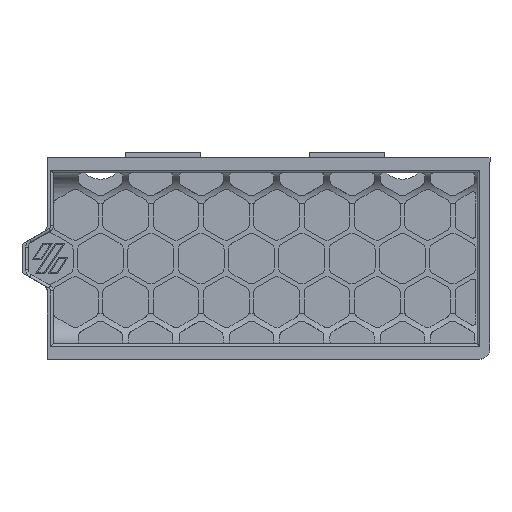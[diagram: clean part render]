
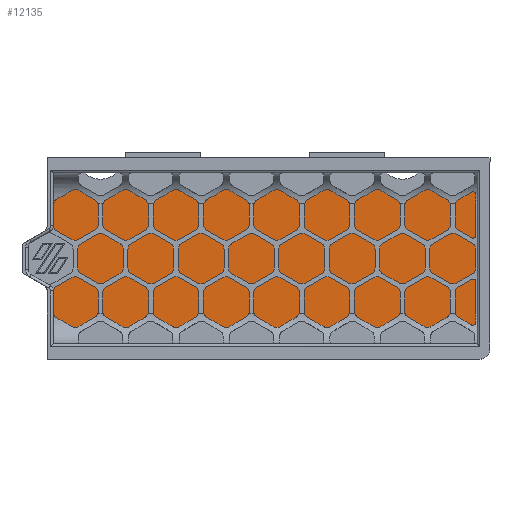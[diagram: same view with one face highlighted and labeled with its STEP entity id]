
A CAD part, top view. The second image highlights one B-rep face of the part: STEP entity #12135.
In plain terms, the highlighted planar face has unit normal (0, 0, 1).
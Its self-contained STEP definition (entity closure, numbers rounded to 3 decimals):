
#611=PLANE('',#13306);
#1225=FACE_OUTER_BOUND('',#1879,.T.);
#1879=EDGE_LOOP('',(#11243,#11244,#11245,#11246,#11247,#11248,#11249,#11250,
#11251,#11252,#11253,#11254,#11255,#11256));
#2989=LINE('',#21294,#4129);
#2992=LINE('',#21300,#4132);
#2995=LINE('',#21306,#4135);
#2998=LINE('',#21312,#4138);
#3001=LINE('',#21318,#4141);
#3004=LINE('',#21324,#4144);
#3007=LINE('',#21330,#4147);
#3011=LINE('',#21342,#4151);
#3015=LINE('',#21354,#4155);
#3019=LINE('',#21364,#4159);
#4129=VECTOR('',#16691,10.);
#4132=VECTOR('',#16696,10.);
#4135=VECTOR('',#16701,10.);
#4138=VECTOR('',#16706,10.);
#4141=VECTOR('',#16711,10.);
#4144=VECTOR('',#16716,10.);
#4147=VECTOR('',#16721,10.);
#4151=VECTOR('',#16733,10.);
#4155=VECTOR('',#16745,10.);
#4159=VECTOR('',#16757,10.);
#4624=CIRCLE('',#13285,3.3);
#4626=CIRCLE('',#13295,3.3);
#4628=CIRCLE('',#13299,1.35);
#4630=CIRCLE('',#13303,1.35);
#5792=VERTEX_POINT('',#21285);
#5793=VERTEX_POINT('',#21287);
#5795=VERTEX_POINT('',#21293);
#5797=VERTEX_POINT('',#21299);
#5799=VERTEX_POINT('',#21305);
#5801=VERTEX_POINT('',#21311);
#5803=VERTEX_POINT('',#21317);
#5805=VERTEX_POINT('',#21323);
#5807=VERTEX_POINT('',#21329);
#5809=VERTEX_POINT('',#21335);
#5811=VERTEX_POINT('',#21341);
#5813=VERTEX_POINT('',#21347);
#5815=VERTEX_POINT('',#21353);
#5817=VERTEX_POINT('',#21359);
#7591=EDGE_CURVE('',#5793,#5792,#4624,.T.);
#7594=EDGE_CURVE('',#5795,#5793,#2989,.T.);
#7597=EDGE_CURVE('',#5797,#5795,#2992,.T.);
#7600=EDGE_CURVE('',#5799,#5797,#2995,.T.);
#7603=EDGE_CURVE('',#5801,#5799,#2998,.T.);
#7606=EDGE_CURVE('',#5803,#5801,#3001,.T.);
#7609=EDGE_CURVE('',#5805,#5803,#3004,.T.);
#7612=EDGE_CURVE('',#5807,#5805,#3007,.T.);
#7615=EDGE_CURVE('',#5809,#5807,#4626,.T.);
#7618=EDGE_CURVE('',#5811,#5809,#3011,.T.);
#7621=EDGE_CURVE('',#5813,#5811,#4628,.T.);
#7624=EDGE_CURVE('',#5815,#5813,#3015,.T.);
#7627=EDGE_CURVE('',#5817,#5815,#4630,.T.);
#7630=EDGE_CURVE('',#5792,#5817,#3019,.T.);
#11243=ORIENTED_EDGE('',*,*,#7630,.T.);
#11244=ORIENTED_EDGE('',*,*,#7627,.T.);
#11245=ORIENTED_EDGE('',*,*,#7624,.T.);
#11246=ORIENTED_EDGE('',*,*,#7621,.T.);
#11247=ORIENTED_EDGE('',*,*,#7618,.T.);
#11248=ORIENTED_EDGE('',*,*,#7615,.T.);
#11249=ORIENTED_EDGE('',*,*,#7612,.T.);
#11250=ORIENTED_EDGE('',*,*,#7609,.T.);
#11251=ORIENTED_EDGE('',*,*,#7606,.T.);
#11252=ORIENTED_EDGE('',*,*,#7603,.T.);
#11253=ORIENTED_EDGE('',*,*,#7600,.T.);
#11254=ORIENTED_EDGE('',*,*,#7597,.T.);
#11255=ORIENTED_EDGE('',*,*,#7594,.T.);
#11256=ORIENTED_EDGE('',*,*,#7591,.T.);
#12135=ADVANCED_FACE('',(#1225),#611,.F.);
#13285=AXIS2_PLACEMENT_3D('',#21288,#16685,#16686);
#13295=AXIS2_PLACEMENT_3D('',#21336,#16727,#16728);
#13299=AXIS2_PLACEMENT_3D('',#21348,#16739,#16740);
#13303=AXIS2_PLACEMENT_3D('',#21360,#16751,#16752);
#13306=AXIS2_PLACEMENT_3D('',#21366,#16760,#16761);
#16685=DIRECTION('center_axis',(0.,0.,
1.));
#16686=DIRECTION('ref_axis',(-0.5,-0.866,0.));
#16691=DIRECTION('',(0.,-1.,0.));
#16696=DIRECTION('',(0.,-1.,0.));
#16701=DIRECTION('',(-1.,0.,0.));
#16706=DIRECTION('',(0.,1.,0.));
#16711=DIRECTION('',(1.,0.,0.));
#16716=DIRECTION('',(0.,-1.,0.));
#16721=DIRECTION('',(0.,-1.,0.));
#16727=DIRECTION('center_axis',(0.,0.,
1.));
#16728=DIRECTION('ref_axis',(-1.,0.,0.));
#16733=DIRECTION('',(-0.866,-0.5,0.));
#16739=DIRECTION('center_axis',(0.,0.,
-1.));
#16740=DIRECTION('ref_axis',(1.,0.,0.));
#16745=DIRECTION('',(0.,-1.,0.));
#16751=DIRECTION('center_axis',(0.,0.,
-1.));
#16752=DIRECTION('ref_axis',(0.5,0.866,0.));
#16757=DIRECTION('',(0.866,-0.5,0.));
#16760=DIRECTION('center_axis',(0.,0.,
-1.));
#16761=DIRECTION('ref_axis',(1.,0.,0.));
#21285=CARTESIAN_POINT('',(-38.65,3.955,0.6));
#21287=CARTESIAN_POINT('',(-40.3,6.813,0.6));
#21288=CARTESIAN_POINT('Origin',(-37.,6.813,0.6));
#21293=CARTESIAN_POINT('',(-40.3,10.508,0.6));
#21294=CARTESIAN_POINT('',(-40.3,6.813,0.6));
#21299=CARTESIAN_POINT('',(-40.3,14.855,0.6));
#21300=CARTESIAN_POINT('',(-40.3,14.855,0.6));
#21305=CARTESIAN_POINT('',(44.1,14.855,0.6));
#21306=CARTESIAN_POINT('',(44.1,14.855,0.6));
#21311=CARTESIAN_POINT('',(44.1,-14.855,0.6));
#21312=CARTESIAN_POINT('',(44.1,-14.855,0.6));
#21317=CARTESIAN_POINT('',(-40.3,-14.855,0.6));
#21318=CARTESIAN_POINT('',(-40.3,-14.855,0.6));
#21323=CARTESIAN_POINT('',(-40.3,-10.508,0.6));
#21324=CARTESIAN_POINT('',(-40.3,-10.508,0.6));
#21329=CARTESIAN_POINT('',(-40.3,-6.813,0.6));
#21330=CARTESIAN_POINT('',(-40.3,-10.508,0.6));
#21335=CARTESIAN_POINT('',(-38.65,-3.955,0.6));
#21336=CARTESIAN_POINT('Origin',(-37.,-6.813,0.6));
#21341=CARTESIAN_POINT('',(-37.025,-3.017,0.6));
#21342=CARTESIAN_POINT('',(-37.025,-3.017,0.6));
#21347=CARTESIAN_POINT('',(-36.35,-1.848,0.6));
#21348=CARTESIAN_POINT('Origin',(-37.7,-1.848,0.6));
#21353=CARTESIAN_POINT('',(-36.35,1.848,0.6));
#21354=CARTESIAN_POINT('',(-36.35,1.848,0.6));
#21359=CARTESIAN_POINT('',(-37.025,3.017,0.6));
#21360=CARTESIAN_POINT('Origin',(-37.7,1.848,0.6));
#21364=CARTESIAN_POINT('',(-40.375,4.951,0.6));
#21366=CARTESIAN_POINT('Origin',(1.9,0.,
0.6));
